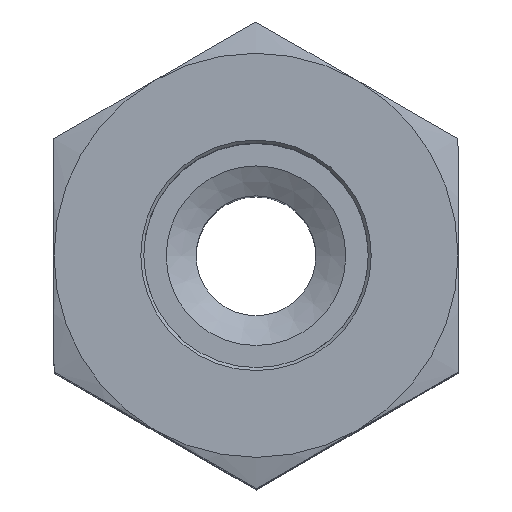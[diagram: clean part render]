
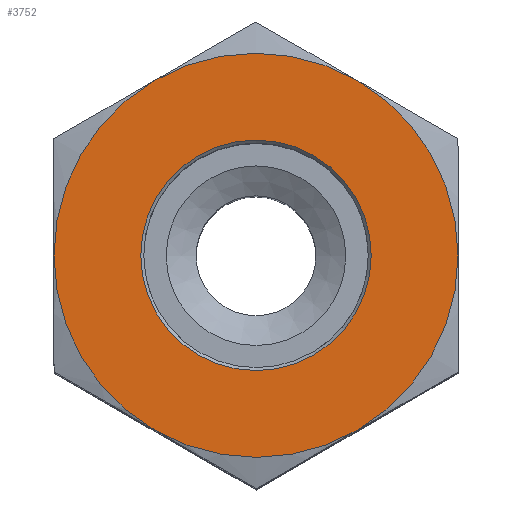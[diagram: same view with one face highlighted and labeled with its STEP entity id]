
A CAD part, top view. The second image highlights one B-rep face of the part: STEP entity #3752.
In plain terms, the highlighted planar face has unit normal (0, 0, 1).
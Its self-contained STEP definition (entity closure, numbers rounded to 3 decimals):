
#3656=CARTESIAN_POINT('',(7.7,0.,17.0));
#3657=VERTEX_POINT('',#3656);
#3658=CARTESIAN_POINT('',(0.0,0.0,17.0));
#3659=DIRECTION('',(0.0,0.0,1.0));
#3660=DIRECTION('',(-1.0,0.0,0.0));
#3661=AXIS2_PLACEMENT_3D('',#3658,#3659,#3660);
#3662=CIRCLE('',#3661,7.7);
#3663=EDGE_CURVE('',#3657,#3657,#3662,.T.);
#3688=CARTESIAN_POINT('',(0.,0.0,17.0));
#3689=DIRECTION('',(0.0,0.0,1.0));
#3690=DIRECTION('',(1.0,0.0,0.0));
#3691=AXIS2_PLACEMENT_3D('',#3688,#3689,#3690);
#3692=PLANE('',#3691);
#3693=CARTESIAN_POINT('',(-6.75,-11.691,17.0));
#3694=VERTEX_POINT('',#3693);
#3695=CARTESIAN_POINT('',(6.75,-11.691,17.0));
#3696=VERTEX_POINT('',#3695);
#3697=CARTESIAN_POINT('',(0.0,0.0,17.0));
#3698=DIRECTION('',(0.0,0.0,1.0));
#3699=DIRECTION('',(-0.5,-0.866,0.0));
#3700=AXIS2_PLACEMENT_3D('',#3697,#3698,#3699);
#3701=CIRCLE('',#3700,13.5);
#3702=EDGE_CURVE('',#3694,#3696,#3701,.T.);
#3703=ORIENTED_EDGE('',*,*,#3702,.T.);
#3704=CARTESIAN_POINT('',(13.5,0.,17.0));
#3705=VERTEX_POINT('',#3704);
#3706=CARTESIAN_POINT('',(0.0,0.0,17.0));
#3707=DIRECTION('',(0.0,0.0,1.0));
#3708=DIRECTION('',(-0.5,-0.866,0.0));
#3709=AXIS2_PLACEMENT_3D('',#3706,#3707,#3708);
#3710=CIRCLE('',#3709,13.5);
#3711=EDGE_CURVE('',#3696,#3705,#3710,.T.);
#3712=ORIENTED_EDGE('',*,*,#3711,.T.);
#3713=CARTESIAN_POINT('',(6.75,11.691,17.0));
#3714=VERTEX_POINT('',#3713);
#3715=CARTESIAN_POINT('',(0.0,0.0,17.0));
#3716=DIRECTION('',(0.0,0.0,1.0));
#3717=DIRECTION('',(-0.5,-0.866,0.0));
#3718=AXIS2_PLACEMENT_3D('',#3715,#3716,#3717);
#3719=CIRCLE('',#3718,13.5);
#3720=EDGE_CURVE('',#3705,#3714,#3719,.T.);
#3721=ORIENTED_EDGE('',*,*,#3720,.T.);
#3722=CARTESIAN_POINT('',(-6.75,11.691,17.0));
#3723=VERTEX_POINT('',#3722);
#3724=CARTESIAN_POINT('',(0.0,0.0,17.0));
#3725=DIRECTION('',(0.0,0.0,1.0));
#3726=DIRECTION('',(-0.5,-0.866,0.0));
#3727=AXIS2_PLACEMENT_3D('',#3724,#3725,#3726);
#3728=CIRCLE('',#3727,13.5);
#3729=EDGE_CURVE('',#3714,#3723,#3728,.T.);
#3730=ORIENTED_EDGE('',*,*,#3729,.T.);
#3731=CARTESIAN_POINT('',(-13.5,0.0,17.0));
#3732=VERTEX_POINT('',#3731);
#3733=CARTESIAN_POINT('',(0.0,0.0,17.0));
#3734=DIRECTION('',(0.0,0.0,1.0));
#3735=DIRECTION('',(-0.5,-0.866,0.0));
#3736=AXIS2_PLACEMENT_3D('',#3733,#3734,#3735);
#3737=CIRCLE('',#3736,13.5);
#3738=EDGE_CURVE('',#3723,#3732,#3737,.T.);
#3739=ORIENTED_EDGE('',*,*,#3738,.T.);
#3740=CARTESIAN_POINT('',(0.0,0.0,17.0));
#3741=DIRECTION('',(0.0,0.0,1.0));
#3742=DIRECTION('',(-0.5,-0.866,0.0));
#3743=AXIS2_PLACEMENT_3D('',#3740,#3741,#3742);
#3744=CIRCLE('',#3743,13.5);
#3745=EDGE_CURVE('',#3732,#3694,#3744,.T.);
#3746=ORIENTED_EDGE('',*,*,#3745,.T.);
#3747=EDGE_LOOP('',(#3703,#3712,#3721,#3730,#3739,#3746));
#3748=FACE_OUTER_BOUND('',#3747,.T.);
#3749=ORIENTED_EDGE('',*,*,#3663,.F.);
#3750=EDGE_LOOP('',(#3749));
#3751=FACE_BOUND('',#3750,.T.);
#3752=ADVANCED_FACE('',(#3748,#3751),#3692,.T.);
